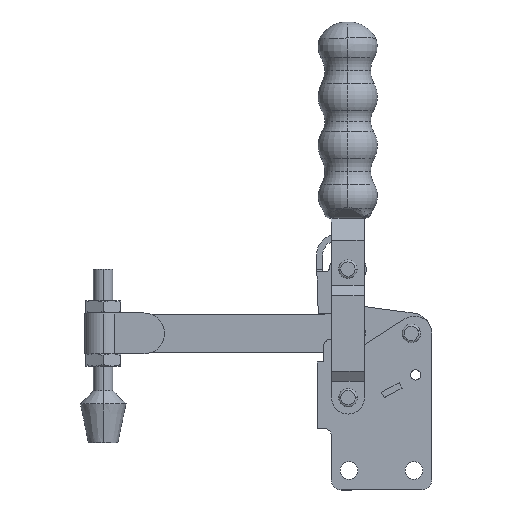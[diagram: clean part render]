
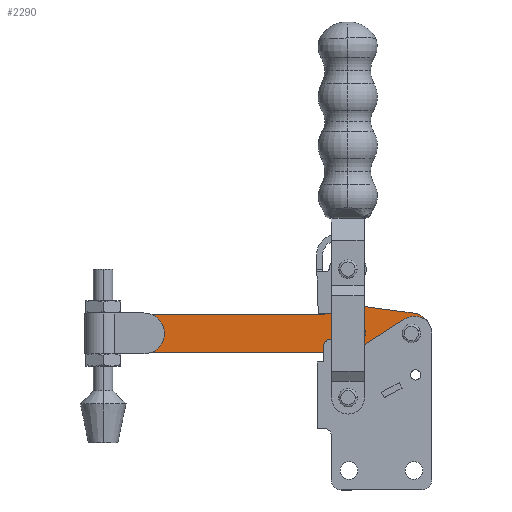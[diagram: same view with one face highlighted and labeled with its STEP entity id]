
A CAD part, top view. The second image highlights one B-rep face of the part: STEP entity #2290.
In plain terms, the highlighted planar face has unit normal (0, 0, 1).
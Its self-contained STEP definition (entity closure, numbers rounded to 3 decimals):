
#8 = CARTESIAN_POINT ( 'NONE',  ( -8.667, 63.411, 4. ) ) ;
#90 = EDGE_CURVE ( 'NONE', #936, #9687, #11025, .T. ) ;
#127 = VERTEX_POINT ( 'NONE', #1221 ) ;
#160 = CARTESIAN_POINT ( 'NONE',  ( -40., 53.5, 4. ) ) ;
#161 = FACE_OUTER_BOUND ( 'NONE', #7365, .T. ) ;
#225 = AXIS2_PLACEMENT_3D ( 'NONE', #4286, #10810, #5221 ) ;
#230 = VERTEX_POINT ( 'NONE', #11190 ) ;
#349 = CARTESIAN_POINT ( 'NONE',  ( -7., 53.5, 4. ) ) ;
#382 = CARTESIAN_POINT ( 'NONE',  ( -52.278, 39., 4. ) ) ;
#400 = ORIENTED_EDGE ( 'NONE', *, *, #1097, .F. ) ;
#792 = DIRECTION ( 'NONE',  ( 1., 0., 0. ) ) ;
#793 = ORIENTED_EDGE ( 'NONE', *, *, #3527, .T. ) ;
#936 = VERTEX_POINT ( 'NONE', #9445 ) ;
#1097 = EDGE_CURVE ( 'NONE', #7720, #127, #11890, .T. ) ;
#1221 = CARTESIAN_POINT ( 'NONE',  ( -13., 53.5, 4. ) ) ;
#1302 = ORIENTED_EDGE ( 'NONE', *, *, #6885, .T. ) ;
#1308 = DIRECTION ( 'NONE',  ( 1., 0., 0. ) ) ;
#1310 = VECTOR ( 'NONE', #6557, 1000. ) ;
#1531 = CARTESIAN_POINT ( 'NONE',  ( -10., 53.5, 4. ) ) ;
#1697 = CARTESIAN_POINT ( 'NONE',  ( -52.278, 44., 4. ) ) ;
#1729 = DIRECTION ( 'NONE',  ( 1., 0., 0. ) ) ;
#1753 = CIRCLE ( 'NONE', #5836, 3. ) ;
#1754 = VECTOR ( 'NONE', #1729, 1000. ) ;
#1863 = VECTOR ( 'NONE', #7969, 1000. ) ;
#2290 = ADVANCED_FACE ( 'NONE', ( #5766, #9839, #161 ), #10934, .T. ) ;
#2632 = DIRECTION ( 'NONE',  ( 0., 0., 1. ) ) ;
#2713 = CARTESIAN_POINT ( 'NONE',  ( -52.278, 68., 4. ) ) ;
#2966 = DIRECTION ( 'NONE',  ( 1., 0., 0. ) ) ;
#3063 = VERTEX_POINT ( 'NONE', #4730 ) ;
#3359 = VERTEX_POINT ( 'NONE', #5813 ) ;
#3381 = EDGE_CURVE ( 'NONE', #9687, #936, #1753, .T. ) ;
#3527 = EDGE_CURVE ( 'NONE', #3359, #8522, #6676, .T. ) ;
#3590 = ORIENTED_EDGE ( 'NONE', *, *, #11985, .T. ) ;
#3649 = VERTEX_POINT ( 'NONE', #11614 ) ;
#3676 = DIRECTION ( 'NONE',  ( 1., 0., 0. ) ) ;
#3692 = CIRCLE ( 'NONE', #8521, 5. ) ;
#3722 = AXIS2_PLACEMENT_3D ( 'NONE', #1531, #2632, #2966 ) ;
#4142 = EDGE_CURVE ( 'NONE', #8522, #3063, #9316, .T. ) ;
#4286 = CARTESIAN_POINT ( 'NONE',  ( -10., 53.5, 4. ) ) ;
#4730 = CARTESIAN_POINT ( 'NONE',  ( -140.3, 44., 4. ) ) ;
#4733 = CARTESIAN_POINT ( 'NONE',  ( -40., 53.496, 4. ) ) ;
#4847 = ORIENTED_EDGE ( 'NONE', *, *, #4142, .T. ) ;
#5221 = DIRECTION ( 'NONE',  ( 1., 0., 0. ) ) ;
#5433 = DIRECTION ( 'NONE',  ( 1., 0., 0. ) ) ;
#5766 = FACE_BOUND ( 'NONE', #7668, .T. ) ;
#5812 = VERTEX_POINT ( 'NONE', #6883 ) ;
#5813 = CARTESIAN_POINT ( 'NONE',  ( -52.278, 63., 4. ) ) ;
#5827 = ORIENTED_EDGE ( 'NONE', *, *, #3381, .F. ) ;
#5831 = DIRECTION ( 'NONE',  ( 0., 0., 1. ) ) ;
#5836 = AXIS2_PLACEMENT_3D ( 'NONE', #4733, #11679, #12104 ) ;
#6246 = EDGE_CURVE ( 'NONE', #3063, #8067, #12031, .T. ) ;
#6302 = AXIS2_PLACEMENT_3D ( 'NONE', #6971, #8190, #8027 ) ;
#6309 = LINE ( 'NONE', #8412, #1310 ) ;
#6342 = DIRECTION ( 'NONE',  ( 1., 0., 0. ) ) ;
#6405 = DIRECTION ( 'NONE',  ( 0., 0., 1. ) ) ;
#6557 = DIRECTION ( 'NONE',  ( -0.991, 0.133, 0. ) ) ;
#6626 = VERTEX_POINT ( 'NONE', #12186 ) ;
#6676 = LINE ( 'NONE', #7497, #9197 ) ;
#6881 = DIRECTION ( 'NONE',  ( 0., 0., -1. ) ) ;
#6883 = CARTESIAN_POINT ( 'NONE',  ( -49.047, 64.184, 4. ) ) ;
#6885 = EDGE_CURVE ( 'NONE', #3649, #5812, #9190, .T. ) ;
#6891 = CIRCLE ( 'NONE', #10997, 14. ) ;
#6955 = CARTESIAN_POINT ( 'NONE',  ( -38.133, 39.625, 4. ) ) ;
#6971 = CARTESIAN_POINT ( 'NONE',  ( -135.3, 49., 4. ) ) ;
#7037 = LINE ( 'NONE', #12162, #9262 ) ;
#7365 = EDGE_LOOP ( 'NONE', ( #4847, #11562, #3590, #11798, #7859, #9998, #10602, #1302, #8296, #793 ) ) ;
#7497 = CARTESIAN_POINT ( 'NONE',  ( -52.278, 63., 4. ) ) ;
#7668 = EDGE_LOOP ( 'NONE', ( #11522, #400 ) ) ;
#7687 = CIRCLE ( 'NONE', #225, 3. ) ;
#7693 = DIRECTION ( 'NONE',  ( 0., 0., 1. ) ) ;
#7720 = VERTEX_POINT ( 'NONE', #349 ) ;
#7834 = VERTEX_POINT ( 'NONE', #6955 ) ;
#7859 = ORIENTED_EDGE ( 'NONE', *, *, #9015, .T. ) ;
#7969 = DIRECTION ( 'NONE',  ( 0., -1., 0. ) ) ;
#8027 = DIRECTION ( 'NONE',  ( 1., 0., 0. ) ) ;
#8053 = CIRCLE ( 'NONE', #11954, 5. ) ;
#8067 = VERTEX_POINT ( 'NONE', #9766 ) ;
#8121 = CARTESIAN_POINT ( 'NONE',  ( -140.3, 49., 4. ) ) ;
#8190 = DIRECTION ( 'NONE',  ( 0., 0., 1. ) ) ;
#8296 = ORIENTED_EDGE ( 'NONE', *, *, #9736, .T. ) ;
#8412 = CARTESIAN_POINT ( 'NONE',  ( -38.133, 67.375, 4. ) ) ;
#8521 = AXIS2_PLACEMENT_3D ( 'NONE', #382, #6881, #1308 ) ;
#8522 = VERTEX_POINT ( 'NONE', #9705 ) ;
#8847 = VERTEX_POINT ( 'NONE', #8 ) ;
#8948 = EDGE_CURVE ( 'NONE', #6626, #7834, #6891, .T. ) ;
#9015 = EDGE_CURVE ( 'NONE', #7834, #230, #7037, .T. ) ;
#9190 = CIRCLE ( 'NONE', #11529, 14. ) ;
#9197 = VECTOR ( 'NONE', #9881, 1000. ) ;
#9224 = DIRECTION ( 'NONE',  ( 0., 0., -1. ) ) ;
#9262 = VECTOR ( 'NONE', #11064, 1000. ) ;
#9263 = DIRECTION ( 'NONE',  ( 1., 0., 0. ) ) ;
#9281 = DIRECTION ( 'NONE',  ( 0., 0., 1. ) ) ;
#9305 = CARTESIAN_POINT ( 'NONE',  ( -40., 53.5, 4. ) ) ;
#9316 = LINE ( 'NONE', #8121, #1863 ) ;
#9445 = CARTESIAN_POINT ( 'NONE',  ( -43., 53.496, 4. ) ) ;
#9687 = VERTEX_POINT ( 'NONE', #9979 ) ;
#9705 = CARTESIAN_POINT ( 'NONE',  ( -140.3, 63., 4. ) ) ;
#9724 = EDGE_CURVE ( 'NONE', #230, #8847, #11463, .T. ) ;
#9736 = EDGE_CURVE ( 'NONE', #5812, #3359, #8053, .T. ) ;
#9766 = CARTESIAN_POINT ( 'NONE',  ( -52.278, 44., 4. ) ) ;
#9839 = FACE_BOUND ( 'NONE', #10703, .T. ) ;
#9881 = DIRECTION ( 'NONE',  ( -1., 0., 0. ) ) ;
#9979 = CARTESIAN_POINT ( 'NONE',  ( -37., 53.496, 4. ) ) ;
#9998 = ORIENTED_EDGE ( 'NONE', *, *, #9724, .T. ) ;
#10387 = AXIS2_PLACEMENT_3D ( 'NONE', #10717, #7693, #6342 ) ;
#10485 = EDGE_CURVE ( 'NONE', #8847, #3649, #6309, .T. ) ;
#10602 = ORIENTED_EDGE ( 'NONE', *, *, #10485, .T. ) ;
#10688 = AXIS2_PLACEMENT_3D ( 'NONE', #12041, #6405, #792 ) ;
#10703 = EDGE_LOOP ( 'NONE', ( #11722, #5827 ) ) ;
#10717 = CARTESIAN_POINT ( 'NONE',  ( -40., 53.496, 4. ) ) ;
#10810 = DIRECTION ( 'NONE',  ( 0., 0., 1. ) ) ;
#10934 = PLANE ( 'NONE',  #6302 ) ;
#10997 = AXIS2_PLACEMENT_3D ( 'NONE', #160, #5831, #5433 ) ;
#11025 = CIRCLE ( 'NONE', #10387, 3. ) ;
#11064 = DIRECTION ( 'NONE',  ( 0.991, 0.133, 0. ) ) ;
#11190 = CARTESIAN_POINT ( 'NONE',  ( -8.667, 43.589, 4. ) ) ;
#11463 = CIRCLE ( 'NONE', #10688, 10. ) ;
#11522 = ORIENTED_EDGE ( 'NONE', *, *, #11576, .F. ) ;
#11529 = AXIS2_PLACEMENT_3D ( 'NONE', #9305, #9281, #9263 ) ;
#11562 = ORIENTED_EDGE ( 'NONE', *, *, #6246, .T. ) ;
#11576 = EDGE_CURVE ( 'NONE', #127, #7720, #7687, .T. ) ;
#11614 = CARTESIAN_POINT ( 'NONE',  ( -38.133, 67.375, 4. ) ) ;
#11679 = DIRECTION ( 'NONE',  ( 0., 0., 1. ) ) ;
#11722 = ORIENTED_EDGE ( 'NONE', *, *, #90, .F. ) ;
#11798 = ORIENTED_EDGE ( 'NONE', *, *, #8948, .T. ) ;
#11890 = CIRCLE ( 'NONE', #3722, 3. ) ;
#11954 = AXIS2_PLACEMENT_3D ( 'NONE', #2713, #9224, #3676 ) ;
#11985 = EDGE_CURVE ( 'NONE', #8067, #6626, #3692, .T. ) ;
#12031 = LINE ( 'NONE', #1697, #1754 ) ;
#12041 = CARTESIAN_POINT ( 'NONE',  ( -10., 53.5, 4. ) ) ;
#12104 = DIRECTION ( 'NONE',  ( 1., 0., 0. ) ) ;
#12162 = CARTESIAN_POINT ( 'NONE',  ( -38.133, 39.625, 4. ) ) ;
#12186 = CARTESIAN_POINT ( 'NONE',  ( -49.047, 42.816, 4. ) ) ;
